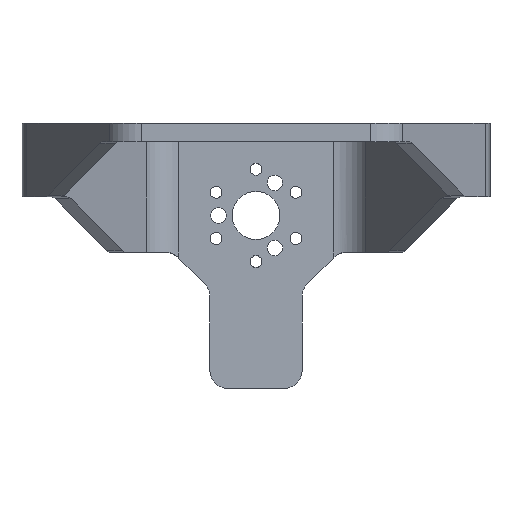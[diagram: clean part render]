
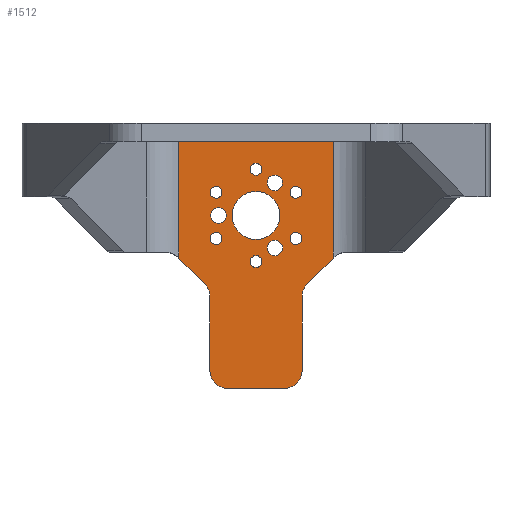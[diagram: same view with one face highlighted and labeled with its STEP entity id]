
A CAD part, left-side view. The second image highlights one B-rep face of the part: STEP entity #1512.
In plain terms, the highlighted planar face has unit normal (-1, 0, 0).
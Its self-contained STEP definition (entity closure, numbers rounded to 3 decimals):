
#95=FACE_BOUND('',#225,.T.);
#96=FACE_BOUND('',#226,.T.);
#97=FACE_BOUND('',#227,.T.);
#98=FACE_BOUND('',#228,.T.);
#99=FACE_BOUND('',#229,.T.);
#100=FACE_BOUND('',#230,.T.);
#101=FACE_BOUND('',#231,.T.);
#102=FACE_BOUND('',#232,.T.);
#103=FACE_BOUND('',#233,.T.);
#104=FACE_BOUND('',#234,.T.);
#123=FACE_OUTER_BOUND('',#224,.T.);
#224=EDGE_LOOP('',(#1169,#1170,#1171,#1172,#1173,#1174,#1175,#1176,#1177,
#1178,#1179,#1180));
#225=EDGE_LOOP('',(#1181));
#226=EDGE_LOOP('',(#1182));
#227=EDGE_LOOP('',(#1183));
#228=EDGE_LOOP('',(#1184));
#229=EDGE_LOOP('',(#1185));
#230=EDGE_LOOP('',(#1186));
#231=EDGE_LOOP('',(#1187));
#232=EDGE_LOOP('',(#1188));
#233=EDGE_LOOP('',(#1189));
#234=EDGE_LOOP('',(#1190));
#335=LINE('',#2425,#462);
#343=LINE('',#2463,#470);
#347=LINE('',#2475,#474);
#350=LINE('',#2483,#477);
#351=LINE('',#2484,#478);
#352=LINE('',#2486,#479);
#353=LINE('',#2487,#480);
#354=LINE('',#2490,#481);
#462=VECTOR('',#1931,10.);
#470=VECTOR('',#1967,10.);
#474=VECTOR('',#1979,10.);
#477=VECTOR('',#1988,10.);
#478=VECTOR('',#1989,10.);
#479=VECTOR('',#1990,10.);
#480=VECTOR('',#1991,10.);
#481=VECTOR('',#1994,10.);
#606=CIRCLE('',#1667,5.);
#607=CIRCLE('',#1670,5.);
#608=CIRCLE('',#1674,5.);
#609=CIRCLE('',#1676,5.);
#610=CIRCLE('',#1677,6.5);
#611=CIRCLE('',#1678,2.1);
#612=CIRCLE('',#1679,2.1);
#613=CIRCLE('',#1680,2.1);
#614=CIRCLE('',#1681,1.6);
#615=CIRCLE('',#1682,1.6);
#616=CIRCLE('',#1683,1.6);
#617=CIRCLE('',#1684,1.6);
#618=CIRCLE('',#1685,1.6);
#619=CIRCLE('',#1686,1.6);
#718=VERTEX_POINT('',#2422);
#719=VERTEX_POINT('',#2424);
#733=VERTEX_POINT('',#2455);
#734=VERTEX_POINT('',#2456);
#735=VERTEX_POINT('',#2461);
#736=VERTEX_POINT('',#2465);
#737=VERTEX_POINT('',#2466);
#739=VERTEX_POINT('',#2473);
#740=VERTEX_POINT('',#2477);
#741=VERTEX_POINT('',#2479);
#742=VERTEX_POINT('',#2485);
#743=VERTEX_POINT('',#2488);
#744=VERTEX_POINT('',#2491);
#745=VERTEX_POINT('',#2493);
#746=VERTEX_POINT('',#2495);
#747=VERTEX_POINT('',#2497);
#748=VERTEX_POINT('',#2499);
#749=VERTEX_POINT('',#2501);
#750=VERTEX_POINT('',#2503);
#751=VERTEX_POINT('',#2505);
#752=VERTEX_POINT('',#2507);
#753=VERTEX_POINT('',#2509);
#880=EDGE_CURVE('',#719,#718,#335,.T.);
#896=EDGE_CURVE('',#733,#734,#606,.T.);
#900=EDGE_CURVE('',#734,#735,#343,.T.);
#901=EDGE_CURVE('',#736,#737,#607,.T.);
#906=EDGE_CURVE('',#739,#737,#347,.T.);
#908=EDGE_CURVE('',#741,#740,#608,.T.);
#910=EDGE_CURVE('',#736,#740,#350,.T.);
#911=EDGE_CURVE('',#739,#719,#351,.T.);
#912=EDGE_CURVE('',#718,#742,#352,.T.);
#913=EDGE_CURVE('',#733,#742,#353,.T.);
#914=EDGE_CURVE('',#735,#743,#609,.T.);
#915=EDGE_CURVE('',#743,#741,#354,.T.);
#916=EDGE_CURVE('',#744,#744,#610,.T.);
#917=EDGE_CURVE('',#745,#745,#611,.T.);
#918=EDGE_CURVE('',#746,#746,#612,.T.);
#919=EDGE_CURVE('',#747,#747,#613,.T.);
#920=EDGE_CURVE('',#748,#748,#614,.T.);
#921=EDGE_CURVE('',#749,#749,#615,.T.);
#922=EDGE_CURVE('',#750,#750,#616,.T.);
#923=EDGE_CURVE('',#751,#751,#617,.T.);
#924=EDGE_CURVE('',#752,#752,#618,.T.);
#925=EDGE_CURVE('',#753,#753,#619,.T.);
#1169=ORIENTED_EDGE('',*,*,#908,.T.);
#1170=ORIENTED_EDGE('',*,*,#910,.F.);
#1171=ORIENTED_EDGE('',*,*,#901,.T.);
#1172=ORIENTED_EDGE('',*,*,#906,.F.);
#1173=ORIENTED_EDGE('',*,*,#911,.T.);
#1174=ORIENTED_EDGE('',*,*,#880,.T.);
#1175=ORIENTED_EDGE('',*,*,#912,.T.);
#1176=ORIENTED_EDGE('',*,*,#913,.F.);
#1177=ORIENTED_EDGE('',*,*,#896,.T.);
#1178=ORIENTED_EDGE('',*,*,#900,.T.);
#1179=ORIENTED_EDGE('',*,*,#914,.T.);
#1180=ORIENTED_EDGE('',*,*,#915,.T.);
#1181=ORIENTED_EDGE('',*,*,#916,.F.);
#1182=ORIENTED_EDGE('',*,*,#917,.F.);
#1183=ORIENTED_EDGE('',*,*,#918,.F.);
#1184=ORIENTED_EDGE('',*,*,#919,.F.);
#1185=ORIENTED_EDGE('',*,*,#920,.F.);
#1186=ORIENTED_EDGE('',*,*,#921,.F.);
#1187=ORIENTED_EDGE('',*,*,#922,.F.);
#1188=ORIENTED_EDGE('',*,*,#923,.F.);
#1189=ORIENTED_EDGE('',*,*,#924,.F.);
#1190=ORIENTED_EDGE('',*,*,#925,.F.);
#1473=PLANE('',#1675);
#1512=ADVANCED_FACE('',(#123,#95,#96,#97,#98,#99,#100,#101,#102,#103,#104),
#1473,.T.);
#1667=AXIS2_PLACEMENT_3D('',#2457,#1960,#1961);
#1670=AXIS2_PLACEMENT_3D('',#2467,#1970,#1971);
#1674=AXIS2_PLACEMENT_3D('',#2480,#1983,#1984);
#1675=AXIS2_PLACEMENT_3D('',#2482,#1986,#1987);
#1676=AXIS2_PLACEMENT_3D('',#2489,#1992,#1993);
#1677=AXIS2_PLACEMENT_3D('',#2492,#1995,#1996);
#1678=AXIS2_PLACEMENT_3D('',#2494,#1997,#1998);
#1679=AXIS2_PLACEMENT_3D('',#2496,#1999,#2000);
#1680=AXIS2_PLACEMENT_3D('',#2498,#2001,#2002);
#1681=AXIS2_PLACEMENT_3D('',#2500,#2003,#2004);
#1682=AXIS2_PLACEMENT_3D('',#2502,#2005,#2006);
#1683=AXIS2_PLACEMENT_3D('',#2504,#2007,#2008);
#1684=AXIS2_PLACEMENT_3D('',#2506,#2009,#2010);
#1685=AXIS2_PLACEMENT_3D('',#2508,#2011,#2012);
#1686=AXIS2_PLACEMENT_3D('',#2510,#2013,#2014);
#1931=DIRECTION('',(0.,1.,0.));
#1960=DIRECTION('center_axis',(1.,0.,0.));
#1961=DIRECTION('ref_axis',(0.,-0.924,0.383));
#1967=DIRECTION('',(0.,0.,-1.));
#1970=DIRECTION('center_axis',(1.,0.,0.));
#1971=DIRECTION('ref_axis',(0.,0.924,0.383));
#1979=DIRECTION('',(0.,0.707,-0.707));
#1983=DIRECTION('center_axis',(-1.,0.,0.));
#1984=DIRECTION('ref_axis',(0.,-0.707,-0.707));
#1986=DIRECTION('center_axis',(-1.,0.,0.));
#1987=DIRECTION('ref_axis',(0.,0.,1.));
#1988=DIRECTION('',(0.,0.,-1.));
#1989=DIRECTION('',(0.,0.,1.));
#1990=DIRECTION('',(0.,0.,-1.));
#1991=DIRECTION('',(0.,0.707,0.707));
#1992=DIRECTION('center_axis',(-1.,0.,0.));
#1993=DIRECTION('ref_axis',(0.,0.707,-0.707));
#1994=DIRECTION('',(0.,-1.,0.));
#1995=DIRECTION('center_axis',(-1.,0.,0.));
#1996=DIRECTION('ref_axis',(0.,0.,1.));
#1997=DIRECTION('center_axis',(-1.,0.,0.));
#1998=DIRECTION('ref_axis',(0.,0.,1.));
#1999=DIRECTION('center_axis',(-1.,0.,0.));
#2000=DIRECTION('ref_axis',(0.,0.,1.));
#2001=DIRECTION('center_axis',(-1.,0.,0.));
#2002=DIRECTION('ref_axis',(0.,0.,1.));
#2003=DIRECTION('center_axis',(-1.,0.,0.));
#2004=DIRECTION('ref_axis',(0.,0.,1.));
#2005=DIRECTION('center_axis',(-1.,0.,0.));
#2006=DIRECTION('ref_axis',(0.,0.,1.));
#2007=DIRECTION('center_axis',(-1.,0.,0.));
#2008=DIRECTION('ref_axis',(0.,0.,1.));
#2009=DIRECTION('center_axis',(-1.,0.,0.));
#2010=DIRECTION('ref_axis',(0.,0.,1.));
#2011=DIRECTION('center_axis',(-1.,0.,0.));
#2012=DIRECTION('ref_axis',(0.,0.,1.));
#2013=DIRECTION('center_axis',(-1.,0.,0.));
#2014=DIRECTION('ref_axis',(0.,0.,1.));
#2422=CARTESIAN_POINT('',(56.292,20.953,-5.));
#2424=CARTESIAN_POINT('',(56.292,-20.953,-5.));
#2425=CARTESIAN_POINT('',(56.292,-32.5,-5.));
#2455=CARTESIAN_POINT('',(56.292,13.964,-43.536));
#2456=CARTESIAN_POINT('',(56.292,12.5,-47.071));
#2457=CARTESIAN_POINT('Origin',(56.292,17.5,-47.071));
#2461=CARTESIAN_POINT('',(56.292,12.5,-67.));
#2463=CARTESIAN_POINT('',(56.292,12.5,-45.));
#2465=CARTESIAN_POINT('',(56.292,-12.5,-47.071));
#2466=CARTESIAN_POINT('',(56.292,-13.964,-43.536));
#2467=CARTESIAN_POINT('Origin',(56.292,-17.5,-47.071));
#2473=CARTESIAN_POINT('',(56.292,-20.953,-36.547));
#2475=CARTESIAN_POINT('',(56.292,-19.375,-38.125));
#2477=CARTESIAN_POINT('',(56.292,-12.5,-67.));
#2479=CARTESIAN_POINT('',(56.292,-7.5,-72.));
#2480=CARTESIAN_POINT('Origin',(56.292,-7.5,-67.));
#2482=CARTESIAN_POINT('Origin',(56.292,0.,
-25.));
#2483=CARTESIAN_POINT('',(56.292,-12.5,-45.));
#2484=CARTESIAN_POINT('',(56.292,-20.953,-15.));
#2485=CARTESIAN_POINT('',(56.292,20.953,-36.547));
#2486=CARTESIAN_POINT('',(56.292,20.953,-15.));
#2487=CARTESIAN_POINT('',(56.292,14.375,-43.125));
#2488=CARTESIAN_POINT('',(56.292,7.5,-72.));
#2489=CARTESIAN_POINT('Origin',(56.292,7.5,-67.));
#2490=CARTESIAN_POINT('',(56.292,12.5,-72.));
#2491=CARTESIAN_POINT('',(56.292,0.,-31.5));
#2492=CARTESIAN_POINT('Origin',(56.292,0.,
-25.));
#2493=CARTESIAN_POINT('',(56.292,-5.1,-35.933));
#2494=CARTESIAN_POINT('Origin',(56.292,-5.1,-33.833));
#2495=CARTESIAN_POINT('',(56.292,-5.1,-18.267));
#2496=CARTESIAN_POINT('Origin',(56.292,-5.1,-16.167));
#2497=CARTESIAN_POINT('',(56.292,10.2,-27.1));
#2498=CARTESIAN_POINT('Origin',(56.292,10.2,-25.));
#2499=CARTESIAN_POINT('',(56.292,0.,-39.1));
#2500=CARTESIAN_POINT('Origin',(56.292,0.,
-37.5));
#2501=CARTESIAN_POINT('',(56.292,-10.825,-32.85));
#2502=CARTESIAN_POINT('Origin',(56.292,-10.825,-31.25));
#2503=CARTESIAN_POINT('',(56.292,-10.825,-20.35));
#2504=CARTESIAN_POINT('Origin',(56.292,-10.825,-18.75));
#2505=CARTESIAN_POINT('',(56.292,0.,-14.1));
#2506=CARTESIAN_POINT('Origin',(56.292,0.,-12.5));
#2507=CARTESIAN_POINT('',(56.292,10.825,-20.35));
#2508=CARTESIAN_POINT('Origin',(56.292,10.825,-18.75));
#2509=CARTESIAN_POINT('',(56.292,10.825,-32.85));
#2510=CARTESIAN_POINT('Origin',(56.292,10.825,-31.25));
